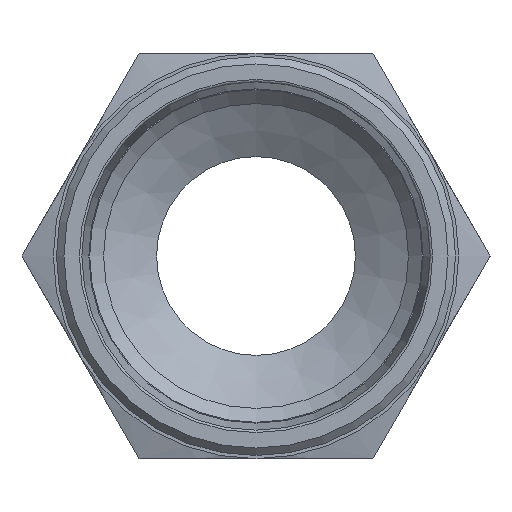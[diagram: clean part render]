
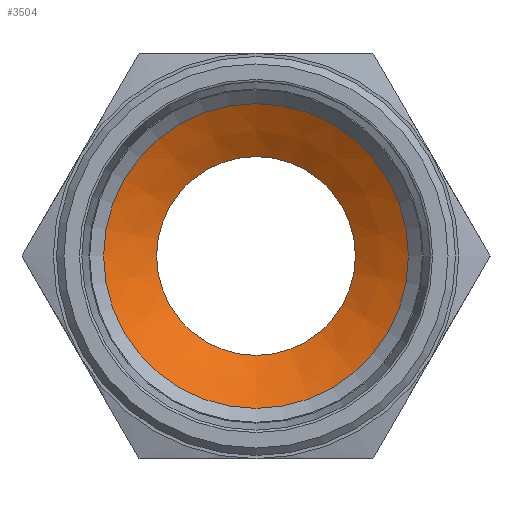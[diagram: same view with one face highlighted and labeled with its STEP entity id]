
A CAD part, left-side view. The second image highlights one B-rep face of the part: STEP entity #3504.
In plain terms, the highlighted conical face has half-angle 59 degrees and reference radius 14.98 mm.
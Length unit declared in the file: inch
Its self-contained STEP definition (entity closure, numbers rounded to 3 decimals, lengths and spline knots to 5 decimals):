
#3170=CARTESIAN_POINT('',(1.03768,-0.3985,0.));
#3171=VERTEX_POINT('',#3170);
#3172=CARTESIAN_POINT('',(1.03768,0.,0.));
#3173=DIRECTION('',(1.0,0.0,0.0));
#3174=DIRECTION('',(0.0,1.0,0.0));
#3175=AXIS2_PLACEMENT_3D('',#3172,#3173,#3174);
#3176=CIRCLE('',#3175,0.3985);
#3177=EDGE_CURVE('',#3171,#3171,#3176,.T.);
#3478=CARTESIAN_POINT('',(0.91,0.0,0.611));
#3479=VERTEX_POINT('',#3478);
#3480=CARTESIAN_POINT('',(0.91,0.0,0.0));
#3481=DIRECTION('',(-1.0,0.0,0.0));
#3482=DIRECTION('',(0.0,0.0,1.0));
#3483=AXIS2_PLACEMENT_3D('',#3480,#3481,#3482);
#3484=CIRCLE('',#3483,0.611);
#3485=EDGE_CURVE('',#3479,#3479,#3484,.T.);
#3493=CARTESIAN_POINT('',(0.92277,0.,0.));
#3494=DIRECTION('',(-1.0,0.,0.));
#3495=DIRECTION('',(0.,-0.581,-0.814));
#3496=AXIS2_PLACEMENT_3D('',#3493,#3494,#3495);
#3497=CONICAL_SURFACE('',#3496,0.58975,59.);
#3498=ORIENTED_EDGE('',*,*,#3177,.T.);
#3499=EDGE_LOOP('',(#3498));
#3500=FACE_OUTER_BOUND('',#3499,.T.);
#3501=ORIENTED_EDGE('',*,*,#3485,.T.);
#3502=EDGE_LOOP('',(#3501));
#3503=FACE_BOUND('',#3502,.T.);
#3504=ADVANCED_FACE('',(#3500,#3503),#3497,.F.);
